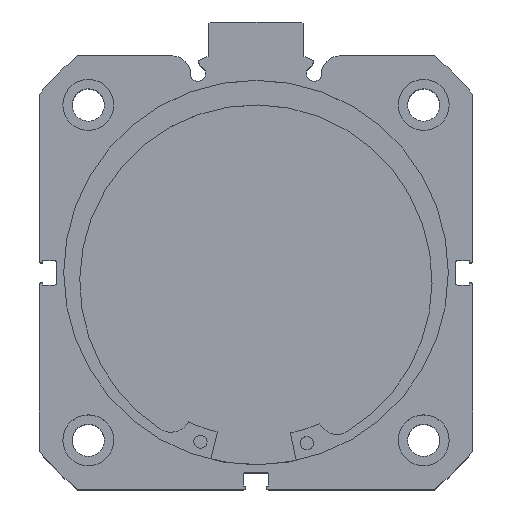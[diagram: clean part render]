
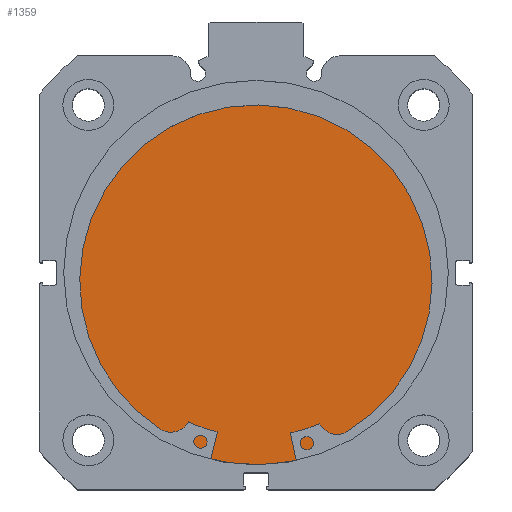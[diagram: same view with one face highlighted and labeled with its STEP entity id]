
A CAD part, top view. The second image highlights one B-rep face of the part: STEP entity #1359.
In plain terms, the highlighted face is planar.
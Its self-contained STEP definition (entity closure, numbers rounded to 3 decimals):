
#513 = EDGE_CURVE ( 'NONE', #3013, #3322, #1684, .T. ) ;
#516 = EDGE_CURVE ( 'NONE', #3322, #3013, #1690, .T. ) ;
#757 = AXIS2_PLACEMENT_3D ( 'NONE', #6029, #6036, #6037 ) ;
#760 = AXIS2_PLACEMENT_3D ( 'NONE', #6039, #6048, #6049 ) ;
#1359 = ADVANCED_FACE ( 'NONE', ( #1870 ), #6568, .F. ) ;
#1684 = CIRCLE ( 'NONE', #757, 51. ) ;
#1690 = CIRCLE ( 'NONE', #760, 51. ) ;
#1870 = FACE_OUTER_BOUND ( 'NONE', #6522, .T. ) ;
#2248 = AXIS2_PLACEMENT_3D ( 'NONE', #6567, #6570, #6571 ) ;
#3013 = VERTEX_POINT ( 'NONE', #3891 ) ;
#3322 = VERTEX_POINT ( 'NONE', #3929 ) ;
#3891 = CARTESIAN_POINT ( 'NONE',  ( 13., 0., 51. ) ) ;
#3929 = CARTESIAN_POINT ( 'NONE',  ( 13., 0., -51. ) ) ;
#6029 = CARTESIAN_POINT ( 'NONE',  ( 13., 0., 0. ) ) ;
#6036 = DIRECTION ( 'NONE',  ( -1., 0., 0. ) ) ;
#6037 = DIRECTION ( 'NONE',  ( 0., 0., 1. ) ) ;
#6039 = CARTESIAN_POINT ( 'NONE',  ( 13., 0., 0. ) ) ;
#6048 = DIRECTION ( 'NONE',  ( -1., 0., 0. ) ) ;
#6049 = DIRECTION ( 'NONE',  ( 0., 0., 1. ) ) ;
#6118 = ORIENTED_EDGE ( 'NONE', *, *, #513, .F. ) ;
#6522 = EDGE_LOOP ( 'NONE', ( #6118, #6669 ) ) ;
#6567 = CARTESIAN_POINT ( 'NONE',  ( 13., 51., 0. ) ) ;
#6568 = PLANE ( 'NONE',  #2248 ) ;
#6570 = DIRECTION ( 'NONE',  ( -1., 0., 0. ) ) ;
#6571 = DIRECTION ( 'NONE',  ( 0., 0., 1. ) ) ;
#6669 = ORIENTED_EDGE ( 'NONE', *, *, #516, .F. ) ;
